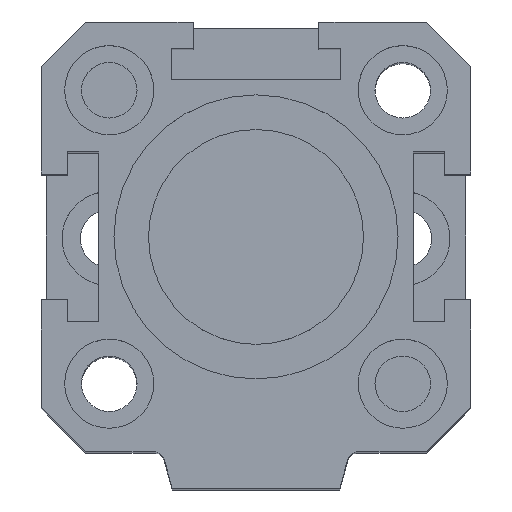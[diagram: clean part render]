
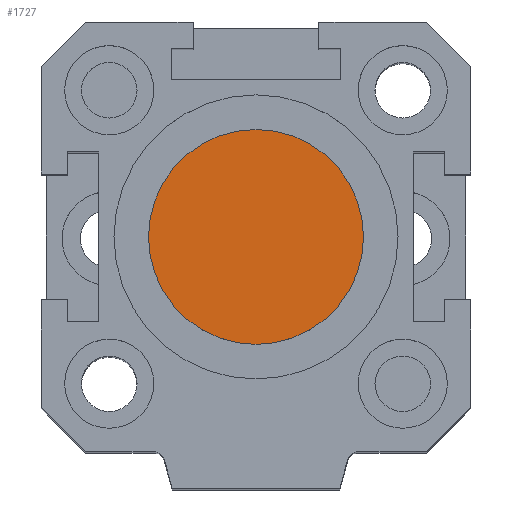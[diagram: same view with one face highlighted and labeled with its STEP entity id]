
A CAD part, top view. The second image highlights one B-rep face of the part: STEP entity #1727.
In plain terms, the highlighted planar face has unit normal (0, 0, 1).
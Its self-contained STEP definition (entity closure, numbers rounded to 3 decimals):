
#405=ORIENTED_EDGE('',*,*,#847,.T.);
#847=EDGE_CURVE('',#1069,#1069,#1203,.T.);
#1069=VERTEX_POINT('',#2679);
#1203=CIRCLE('',#1878,10.25);
#1280=EDGE_LOOP('',(#405));
#1470=FACE_BOUND('',#1280,.T.);
#1651=PLANE('',#1877);
#1727=ADVANCED_FACE('',(#1470),#1651,.T.);
#1877=AXIS2_PLACEMENT_3D('',#2677,#2120,#2121);
#1878=AXIS2_PLACEMENT_3D('',#2678,#2122,#2123);
#2120=DIRECTION('',(0.,0.,1.));
#2121=DIRECTION('',(1.,0.,0.));
#2122=DIRECTION('',(0.,0.,1.));
#2123=DIRECTION('',(-1.,0.,0.));
#2677=CARTESIAN_POINT('',(0.,0.452,0.));
#2678=CARTESIAN_POINT('',(0.,0.,0.));
#2679=CARTESIAN_POINT('',(-10.25,0.,0.));
